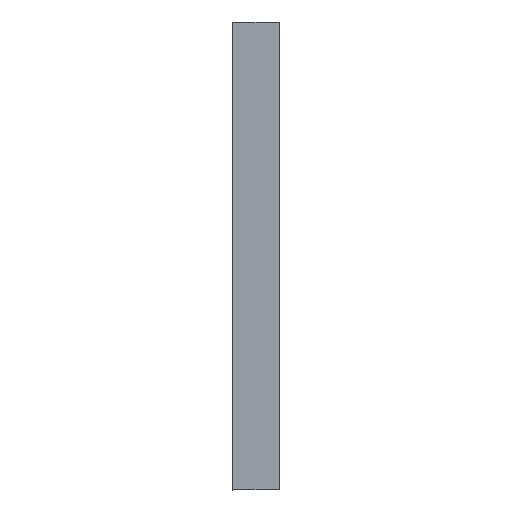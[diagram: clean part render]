
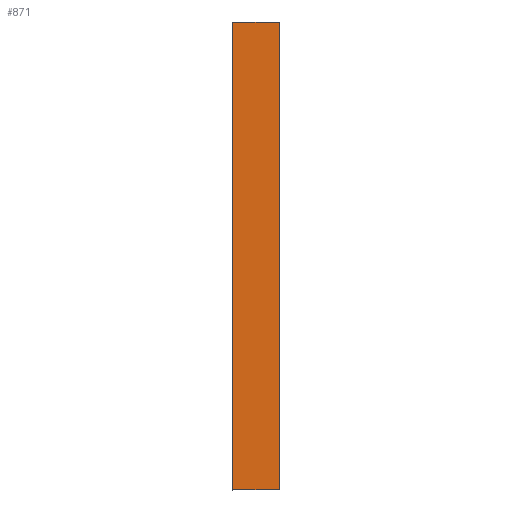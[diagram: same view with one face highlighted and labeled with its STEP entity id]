
A CAD part, top view. The second image highlights one B-rep face of the part: STEP entity #871.
In plain terms, the highlighted planar face has unit normal (0, 0, 1).
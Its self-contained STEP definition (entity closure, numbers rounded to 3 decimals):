
#56 = CARTESIAN_POINT ( 'NONE',  ( 1.7, 0., 0. ) ) ;
#212 = CARTESIAN_POINT ( 'NONE',  ( 110.3, 1098., 0. ) ) ;
#221 = LINE ( 'NONE', #2545, #4747 ) ;
#248 = CARTESIAN_POINT ( 'NONE',  ( 0., 0., 0. ) ) ;
#307 = ORIENTED_EDGE ( 'NONE', *, *, #3011, .T. ) ;
#689 = LINE ( 'NONE', #212, #2552 ) ;
#871 = ADVANCED_FACE ( 'NONE', ( #1179 ), #3325, .F. ) ;
#1097 = EDGE_LOOP ( 'NONE', ( #307, #5402, #2153, #1455 ) ) ;
#1179 = FACE_OUTER_BOUND ( 'NONE', #1097, .T. ) ;
#1291 = LINE ( 'NONE', #2516, #3831 ) ;
#1455 = ORIENTED_EDGE ( 'NONE', *, *, #2432, .T. ) ;
#1473 = AXIS2_PLACEMENT_3D ( 'NONE', #248, #1986, #4658 ) ;
#1485 = CARTESIAN_POINT ( 'NONE',  ( 1.7, 1098., 0. ) ) ;
#1492 = CARTESIAN_POINT ( 'NONE',  ( 110.3, 0., 0. ) ) ;
#1761 = VECTOR ( 'NONE', #2852, 1000. ) ;
#1986 = DIRECTION ( 'NONE',  ( 0., 0., -1. ) ) ;
#2153 = ORIENTED_EDGE ( 'NONE', *, *, #5421, .F. ) ;
#2352 = EDGE_CURVE ( 'NONE', #3346, #2674, #221, .T. ) ;
#2364 = CARTESIAN_POINT ( 'NONE',  ( 1.7, 1098., 0. ) ) ;
#2432 = EDGE_CURVE ( 'NONE', #5310, #4419, #1291, .T. ) ;
#2516 = CARTESIAN_POINT ( 'NONE',  ( 0., 1098., 0. ) ) ;
#2545 = CARTESIAN_POINT ( 'NONE',  ( 0., 0., 0. ) ) ;
#2552 = VECTOR ( 'NONE', #5440, 1000. ) ;
#2674 = VERTEX_POINT ( 'NONE', #1492 ) ;
#2852 = DIRECTION ( 'NONE',  ( 0., -1., 0. ) ) ;
#3011 = EDGE_CURVE ( 'NONE', #4419, #3346, #5383, .T. ) ;
#3325 = PLANE ( 'NONE',  #1473 ) ;
#3346 = VERTEX_POINT ( 'NONE', #56 ) ;
#3831 = VECTOR ( 'NONE', #4229, 1000. ) ;
#4229 = DIRECTION ( 'NONE',  ( -1., 0., 0. ) ) ;
#4419 = VERTEX_POINT ( 'NONE', #2364 ) ;
#4658 = DIRECTION ( 'NONE',  ( -1., 0., 0. ) ) ;
#4747 = VECTOR ( 'NONE', #5590, 1000. ) ;
#4984 = CARTESIAN_POINT ( 'NONE',  ( 110.3, 1098., 0. ) ) ;
#5310 = VERTEX_POINT ( 'NONE', #4984 ) ;
#5383 = LINE ( 'NONE', #1485, #1761 ) ;
#5402 = ORIENTED_EDGE ( 'NONE', *, *, #2352, .T. ) ;
#5421 = EDGE_CURVE ( 'NONE', #5310, #2674, #689, .T. ) ;
#5440 = DIRECTION ( 'NONE',  ( 0., -1., 0. ) ) ;
#5590 = DIRECTION ( 'NONE',  ( 1., 0., 0. ) ) ;
